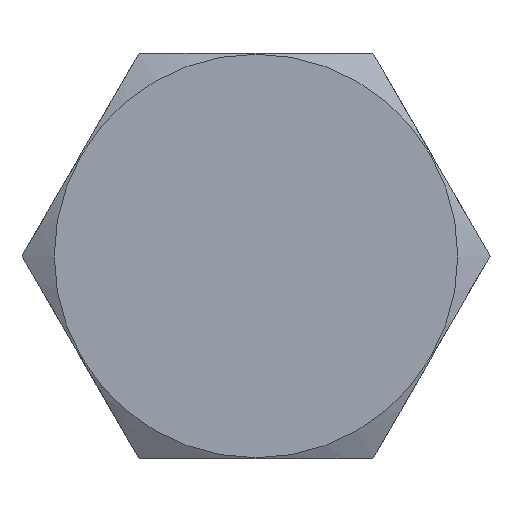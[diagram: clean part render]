
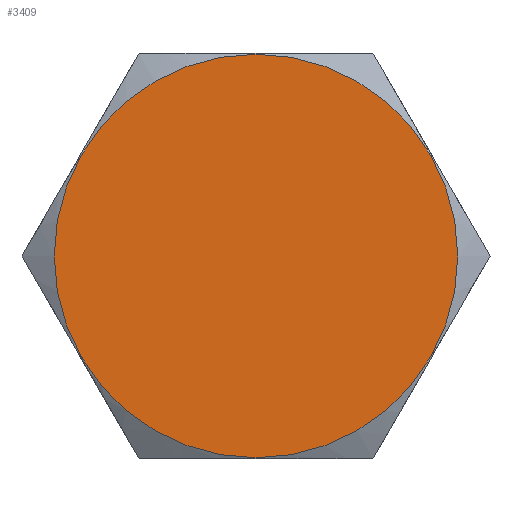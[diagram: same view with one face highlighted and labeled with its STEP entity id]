
A CAD part, left-side view. The second image highlights one B-rep face of the part: STEP entity #3409.
In plain terms, the highlighted planar face has unit normal (-1, 0, 0).
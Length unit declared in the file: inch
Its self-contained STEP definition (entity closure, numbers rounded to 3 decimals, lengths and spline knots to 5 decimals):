
#121 = DIRECTION ( 'NONE',  ( 1., 0., 0. ) ) ;
#173 = CARTESIAN_POINT ( 'NONE',  ( -0.87, 0.32476, 0.5625 ) ) ;
#370 = DIRECTION ( 'NONE',  ( 0., 0., 1. ) ) ;
#1265 = CIRCLE ( 'NONE', #7113, 0.56 ) ;
#2205 = FACE_OUTER_BOUND ( 'NONE', #8830, .T. ) ;
#2409 = PLANE ( 'NONE',  #6729 ) ;
#2928 = ORIENTED_EDGE ( 'NONE', *, *, #6551, .T. ) ;
#3405 = DIRECTION ( 'NONE',  ( -1., 0., 0. ) ) ;
#3409 = ADVANCED_FACE ( 'NONE', ( #2205 ), #2409, .F. ) ;
#3494 = DIRECTION ( 'NONE',  ( -1., 0., 0. ) ) ;
#3673 = CIRCLE ( 'NONE', #8676, 0.56 ) ;
#3769 = VERTEX_POINT ( 'NONE', #9288 ) ;
#3935 = CARTESIAN_POINT ( 'NONE',  ( -0.87, 0., 0.56 ) ) ;
#4217 = CARTESIAN_POINT ( 'NONE',  ( -0.87, 0., 0. ) ) ;
#5063 = ORIENTED_EDGE ( 'NONE', *, *, #9254, .T. ) ;
#5653 = VERTEX_POINT ( 'NONE', #3935 ) ;
#6551 = EDGE_CURVE ( 'NONE', #5653, #3769, #3673, .T. ) ;
#6729 = AXIS2_PLACEMENT_3D ( 'NONE', #173, #121, #8472 ) ;
#7113 = AXIS2_PLACEMENT_3D ( 'NONE', #4217, #3494, #8759 ) ;
#7920 = CARTESIAN_POINT ( 'NONE',  ( -0.87, 0., 0. ) ) ;
#8472 = DIRECTION ( 'NONE',  ( 0., 0., -1. ) ) ;
#8676 = AXIS2_PLACEMENT_3D ( 'NONE', #7920, #3405, #370 ) ;
#8759 = DIRECTION ( 'NONE',  ( 0., 0., 1. ) ) ;
#8830 = EDGE_LOOP ( 'NONE', ( #5063, #2928 ) ) ;
#9254 = EDGE_CURVE ( 'NONE', #3769, #5653, #1265, .T. ) ;
#9288 = CARTESIAN_POINT ( 'NONE',  ( -0.87, 0., -0.56 ) ) ;
